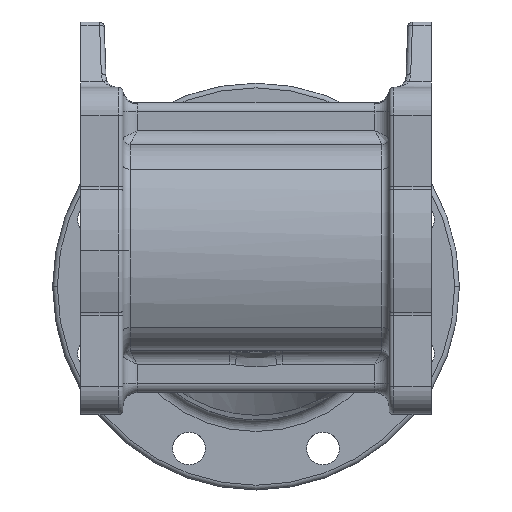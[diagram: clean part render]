
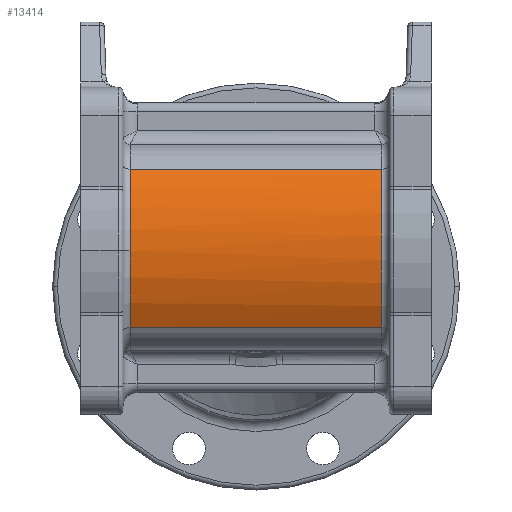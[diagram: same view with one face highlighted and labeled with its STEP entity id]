
A CAD part, top view. The second image highlights one B-rep face of the part: STEP entity #13414.
In plain terms, the highlighted cylindrical face has radius 67 mm (diameter 134 mm), a partial arc.
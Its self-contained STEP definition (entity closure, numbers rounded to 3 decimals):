
#172 = AXIS2_PLACEMENT_3D ( 'NONE', #9915, #9925, #9926 ) ;
#447 = AXIS2_PLACEMENT_3D ( 'NONE', #9217, #9216, #9215 ) ;
#674 = EDGE_CURVE ( 'NONE', #7425, #7580, #3034, .T. ) ;
#676 = EDGE_CURVE ( 'NONE', #7580, #7581, #3054, .T. ) ;
#678 = EDGE_CURVE ( 'NONE', #7581, #7582, #3028, .T. ) ;
#679 = EDGE_CURVE ( 'NONE', #7426, #7582, #3036, .T. ) ;
#2207 = EDGE_CURVE ( 'NONE', #7426, #7425, #4781, .T. ) ;
#2282 = AXIS2_PLACEMENT_3D ( 'NONE', #7059, #7065, #7066 ) ;
#2284 = AXIS2_PLACEMENT_3D ( 'NONE', #7068, #7076, #7077 ) ;
#3028 = CIRCLE ( 'NONE', #2284, 67. ) ;
#3031 = VECTOR ( 'NONE', #7079, 1000. ) ;
#3034 = CIRCLE ( 'NONE', #2282, 67. ) ;
#3036 = LINE ( 'NONE', #7078, #3031 ) ;
#3038 = VECTOR ( 'NONE', #7072, 1000. ) ;
#3054 = LINE ( 'NONE', #7071, #3038 ) ;
#4781 = CIRCLE ( 'NONE', #172, 67. ) ;
#7059 = CARTESIAN_POINT ( 'NONE',  ( -53.9, 0., 0. ) ) ;
#7065 = DIRECTION ( 'NONE',  ( 1., 0., 0. ) ) ;
#7066 = DIRECTION ( 'NONE',  ( 0., 0., 1. ) ) ;
#7068 = CARTESIAN_POINT ( 'NONE',  ( 53.9, 0., 0. ) ) ;
#7071 = CARTESIAN_POINT ( 'NONE',  ( -78., -32.802, 58.421 ) ) ;
#7072 = DIRECTION ( 'NONE',  ( 1., 0., 0. ) ) ;
#7076 = DIRECTION ( 'NONE',  ( -1., 0., 0. ) ) ;
#7077 = DIRECTION ( 'NONE',  ( 0., 0., -1. ) ) ;
#7078 = CARTESIAN_POINT ( 'NONE',  ( -78., 34.989, 57.138 ) ) ;
#7079 = DIRECTION ( 'NONE',  ( 1., 0., 0. ) ) ;
#7425 = VERTEX_POINT ( 'NONE', #7759 ) ;
#7426 = VERTEX_POINT ( 'NONE', #7760 ) ;
#7580 = VERTEX_POINT ( 'NONE', #7914 ) ;
#7581 = VERTEX_POINT ( 'NONE', #7915 ) ;
#7582 = VERTEX_POINT ( 'NONE', #7916 ) ;
#7759 = CARTESIAN_POINT ( 'NONE',  ( -53.9, 0., 67. ) ) ;
#7760 = CARTESIAN_POINT ( 'NONE',  ( -53.9, 34.989, 57.138 ) ) ;
#7914 = CARTESIAN_POINT ( 'NONE',  ( -53.9, -32.802, 58.421 ) ) ;
#7915 = CARTESIAN_POINT ( 'NONE',  ( 53.9, -32.802, 58.421 ) ) ;
#7916 = CARTESIAN_POINT ( 'NONE',  ( 53.9, 34.989, 57.138 ) ) ;
#9215 = DIRECTION ( 'NONE',  ( 0., 0., -1. ) ) ;
#9216 = DIRECTION ( 'NONE',  ( 1., 0., 0. ) ) ;
#9217 = CARTESIAN_POINT ( 'NONE',  ( -78., 0., 0. ) ) ;
#9915 = CARTESIAN_POINT ( 'NONE',  ( -53.9, 0., 0. ) ) ;
#9925 = DIRECTION ( 'NONE',  ( 1., 0., 0. ) ) ;
#9926 = DIRECTION ( 'NONE',  ( 0., 0., 1. ) ) ;
#10990 = EDGE_LOOP ( 'NONE', ( #11465, #11466, #11467, #11468, #11469 ) ) ;
#11465 = ORIENTED_EDGE ( 'NONE', *, *, #679, .F. ) ;
#11466 = ORIENTED_EDGE ( 'NONE', *, *, #2207, .T. ) ;
#11467 = ORIENTED_EDGE ( 'NONE', *, *, #674, .T. ) ;
#11468 = ORIENTED_EDGE ( 'NONE', *, *, #676, .T. ) ;
#11469 = ORIENTED_EDGE ( 'NONE', *, *, #678, .T. ) ;
#13414 = ADVANCED_FACE ( 'NONE', ( #15379 ), #15380, .T. ) ;
#15379 = FACE_OUTER_BOUND ( 'NONE', #10990, .T. ) ;
#15380 = CYLINDRICAL_SURFACE ( 'NONE', #447, 67. ) ;
